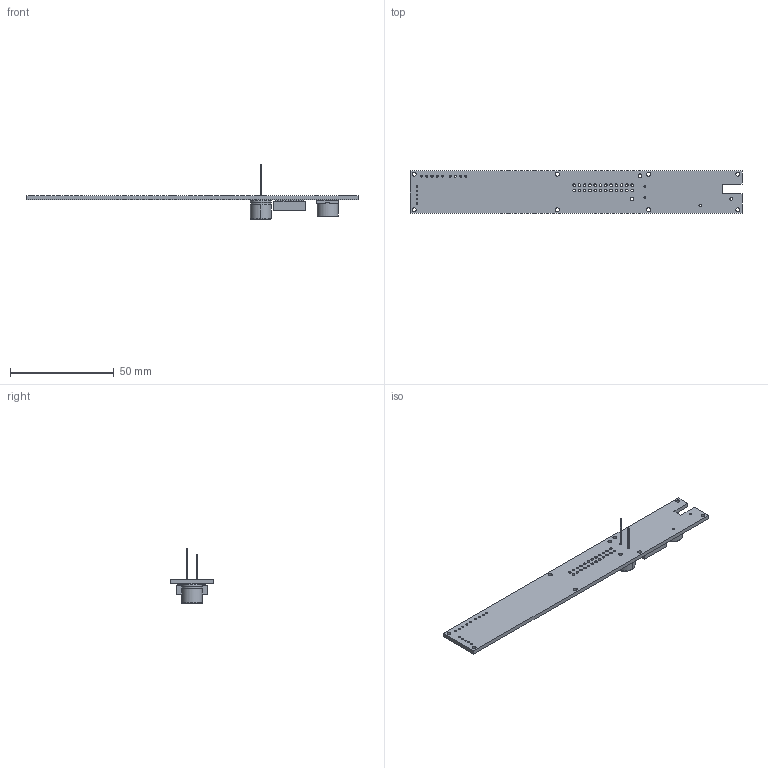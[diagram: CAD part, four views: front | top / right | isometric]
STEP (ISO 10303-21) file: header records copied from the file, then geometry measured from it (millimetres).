
FILE_DESCRIPTION(('KiCad electronic assembly'),'2;1');
FILE_NAME('dock_rs232_v2.step','2022-12-21T11:20:40',('Pcbnew'),('Kicad' ),'Open CASCADE STEP processor 7.6','KiCad to STEP converter', 'Unknown');
FILE_SCHEMA(('AUTOMOTIVE_DESIGN { 1 0 10303 214 1 1 1 1 }'));
Length unit declared in the file: millimetre
Products named in the file (8): dock_rs232_v2 1; LTM8055IY-1#PBF; COMPOUND; EEH-AZK1V331B; SOLID; APXG250ARA151MJ80G; dock_rs232 PCB
Assembly tree (7 placements, depth 3):
  dock_rs232_v2 1
    LTM8055IY-1#PBF
      COMPOUND
    EEH-AZK1V331B
      SOLID
    APXG250ARA151MJ80G
      COMPOUND
    dock_rs232 PCB
Bounding box: 160 x 20.7 x 26.5 mm (x, y, z)
Volume: 8578.3 mm3; surface area: 9672.5 mm2
Topology: 128 solids, 128 shells, 266 faces, 722 edges, 474 vertices
Faces by surface type: bspline 202, cylinder 52, plane 12
Full cylindrical faces by diameter (mm): 0.8 x5, 0.85 x2, 1 x9, 1.2 x2, 1.25 x24, 1.8 x2, 1.9 x8
Entity records: 15019 total; most frequent: CARTESIAN_POINT 8117, ORIENTED_EDGE 718, PCURVE 718, DEFINITIONAL_REPRESENTATION 718, DIRECTION 702, B_SPLINE_CURVE_WITH_KNOTS 403, FACE_BOUND 374, EDGE_CURVE 359
